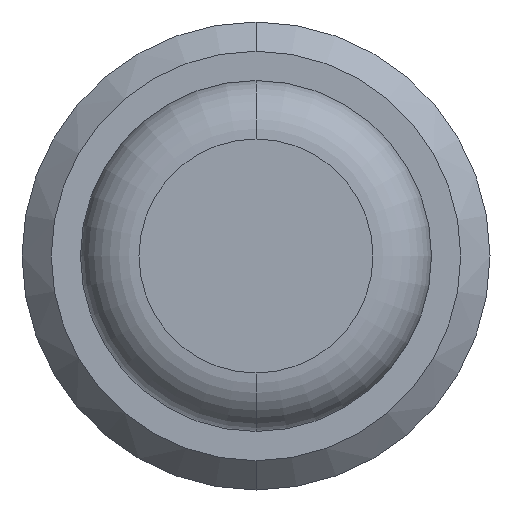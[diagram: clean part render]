
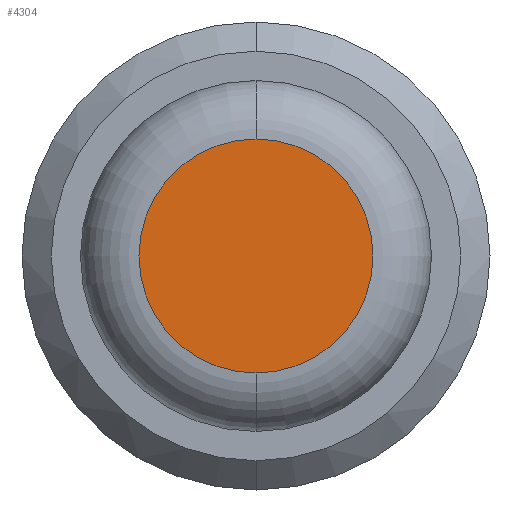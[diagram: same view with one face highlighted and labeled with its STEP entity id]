
A CAD part, front view. The second image highlights one B-rep face of the part: STEP entity #4304.
In plain terms, the highlighted planar face has unit normal (0, -1, 0).
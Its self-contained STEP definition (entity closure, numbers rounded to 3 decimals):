
#385 = DIRECTION ( 'NONE',  ( 0., 0., -1. ) ) ;
#387 = CIRCLE ( 'NONE', #2893, 1. ) ;
#439 = CARTESIAN_POINT ( 'NONE',  ( 0., 0., 0. ) ) ;
#524 = DIRECTION ( 'NONE',  ( 0., 0., -1. ) ) ;
#747 = AXIS2_PLACEMENT_3D ( 'NONE', #439, #2937, #867 ) ;
#867 = DIRECTION ( 'NONE',  ( 0., 0., -1. ) ) ;
#921 = CIRCLE ( 'NONE', #3576, 1. ) ;
#1245 = EDGE_CURVE ( 'Defeature ausgef�hrt1_0+Defeature ausgef�hrt1_5+Defeature ausgef�hrt1_5+Defeature ausgef�hrt1_5', #3539, #4336, #387, .T. ) ;
#1476 = PLANE ( 'NONE',  #747 ) ;
#1553 = CARTESIAN_POINT ( 'NONE',  ( 0., 0., 1. ) ) ;
#1587 = EDGE_LOOP ( 'NONE', ( #4124, #3914 ) ) ;
#1653 = CARTESIAN_POINT ( 'NONE',  ( 0., 0., -1. ) ) ;
#1917 = DIRECTION ( 'NONE',  ( 0., -1., 0. ) ) ;
#2456 = CARTESIAN_POINT ( 'NONE',  ( 0., 0., 0. ) ) ;
#2607 = CARTESIAN_POINT ( 'NONE',  ( 0., 0., 0. ) ) ;
#2893 = AXIS2_PLACEMENT_3D ( 'NONE', #2456, #3117, #385 ) ;
#2937 = DIRECTION ( 'NONE',  ( 0., -1., 0. ) ) ;
#3117 = DIRECTION ( 'NONE',  ( 0., -1., 0. ) ) ;
#3539 = VERTEX_POINT ( 'NONE', #1653 ) ;
#3576 = AXIS2_PLACEMENT_3D ( 'NONE', #2607, #1917, #524 ) ;
#3708 = EDGE_CURVE ( 'Defeature ausgef�hrt1_0+Defeature ausgef�hrt1_5+Defeature ausgef�hrt1_5+Defeature ausgef�hrt1_5', #4336, #3539, #921, .T. ) ;
#3914 = ORIENTED_EDGE ( 'NONE', *, *, #3708, .T. ) ;
#4124 = ORIENTED_EDGE ( 'NONE', *, *, #1245, .T. ) ;
#4256 = FACE_OUTER_BOUND ( 'NONE', #1587, .T. ) ;
#4304 = ADVANCED_FACE ( 'Defeature ausgef�hrt1_0', ( #4256 ), #1476, .T. ) ;
#4336 = VERTEX_POINT ( 'NONE', #1553 ) ;
